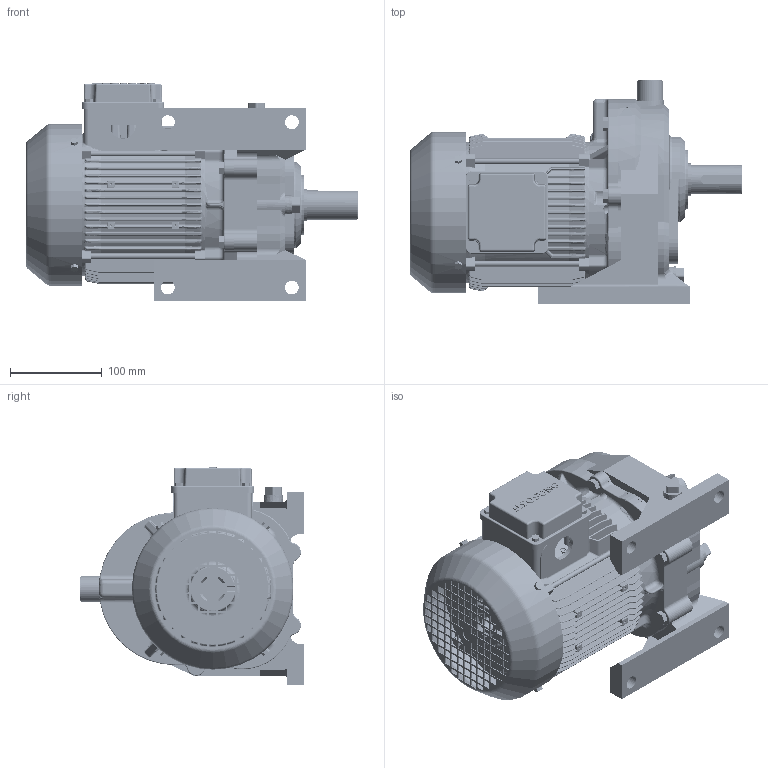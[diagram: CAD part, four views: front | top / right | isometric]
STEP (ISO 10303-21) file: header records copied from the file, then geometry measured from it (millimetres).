
FILE_DESCRIPTION (( 'STEP AP214' ), '1' );
FILE_NAME ('EK2DO100749H0001_F1HA13_0.75KW_R5~30_CUSTOMER.stp', '2024-03-13T05:42:13', ( '' ), ( '' ), 'SwSTEP 2.0', 'SolidWorks 2022', '' );
FILE_SCHEMA (( 'AUTOMOTIVE_DESIGN' ));
Length unit declared in the file: millimetre
Products named in the file (1): EK2DO100749H0001_F1HA13_0.75KW_R5~30_CUSTOMER
Bounding box: 361.5 x 243 x 238 mm (x, y, z)
Volume: 3735388.2 mm3; surface area: 788936.4 mm2
Topology: 29 solids, 30 shells, 6572 faces, 16441 edges, 9914 vertices
Faces by surface type: cylinder 2092, bspline 1889, plane 1470, torus 717, cone 301, sphere 103
Entity records: 321522 total; most frequent: CARTESIAN_POINT 104363, ORIENTED_EDGE 32632, DIRECTION 27619, EDGE_CURVE 16316, AXIS2_PLACEMENT_3D 10936, VERTEX_POINT 9906, EDGE_LOOP 7008, UNCERTAINTY_MEASURE_WITH_UNIT 6603
